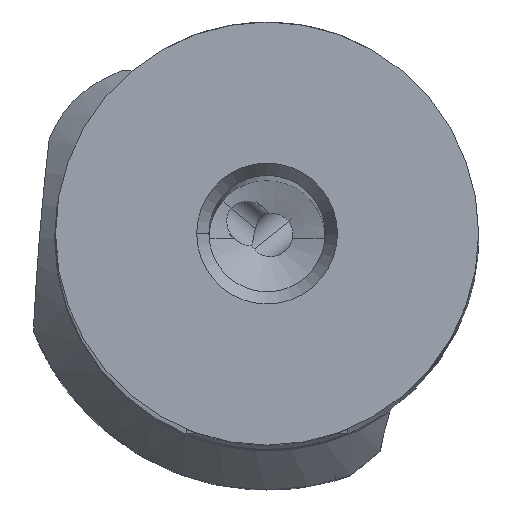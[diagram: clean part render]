
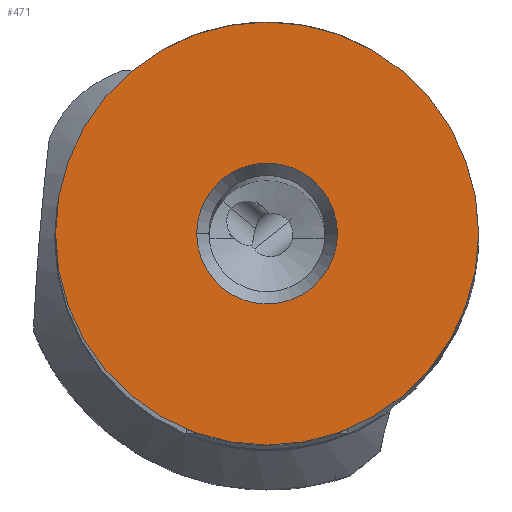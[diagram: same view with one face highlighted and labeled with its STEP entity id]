
A CAD part, top view. The second image highlights one B-rep face of the part: STEP entity #471.
In plain terms, the highlighted planar face has unit normal (0, 0, 1).
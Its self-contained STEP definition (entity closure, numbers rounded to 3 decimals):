
#50=FACE_BOUND('',#714,.T.);
#51=FACE_BOUND('',#715,.T.);
#117=PLANE('',#2174);
#471=ADVANCED_FACE('',(#50,#51),#117,.F.);
#714=EDGE_LOOP('',(#1212,#1213));
#715=EDGE_LOOP('',(#1214,#1215));
#822=CIRCLE('',#2155,20.);
#828=CIRCLE('',#2168,20.);
#829=CIRCLE('',#2172,6.655);
#830=CIRCLE('',#2173,6.655);
#1212=ORIENTED_EDGE('',*,*,#1851,.F.);
#1213=ORIENTED_EDGE('',*,*,#1866,.F.);
#1214=ORIENTED_EDGE('',*,*,#1871,.F.);
#1215=ORIENTED_EDGE('',*,*,#1872,.F.);
#1604=VERTEX_POINT('',#4018);
#1605=VERTEX_POINT('',#4020);
#1619=VERTEX_POINT('',#4079);
#1620=VERTEX_POINT('',#4080);
#1851=EDGE_CURVE('',#1604,#1605,#822,.T.);
#1866=EDGE_CURVE('',#1605,#1604,#828,.T.);
#1871=EDGE_CURVE('',#1619,#1620,#829,.T.);
#1872=EDGE_CURVE('',#1620,#1619,#830,.T.);
#2155=AXIS2_PLACEMENT_3D('',#4019,#2559,#2560);
#2168=AXIS2_PLACEMENT_3D('',#4068,#2589,#2590);
#2172=AXIS2_PLACEMENT_3D('',#4078,#2599,#2600);
#2173=AXIS2_PLACEMENT_3D('',#4081,#2601,#2602);
#2174=AXIS2_PLACEMENT_3D('',#4082,#2603,#2604);
#2559=DIRECTION('',(0.,0.,-1.));
#2560=DIRECTION('',(1.,0.,0.));
#2589=DIRECTION('',(0.,0.,-1.));
#2590=DIRECTION('',(-1.,0.,0.));
#2599=DIRECTION('',(0.,0.,1.));
#2600=DIRECTION('',(1.,0.,0.));
#2601=DIRECTION('',(0.,0.,1.));
#2602=DIRECTION('',(-1.,0.,0.));
#2603=DIRECTION('',(0.,0.,-1.));
#2604=DIRECTION('',(-1.,0.,0.));
#4018=CARTESIAN_POINT('',(20.,0.,0.));
#4019=CARTESIAN_POINT('',(0.,0.,0.));
#4020=CARTESIAN_POINT('',(-20.,0.,0.));
#4068=CARTESIAN_POINT('',(0.,0.,0.));
#4078=CARTESIAN_POINT('',(0.,0.,0.));
#4079=CARTESIAN_POINT('',(6.655,0.,0.));
#4080=CARTESIAN_POINT('',(-6.655,0.,0.));
#4081=CARTESIAN_POINT('',(0.,0.,0.));
#4082=CARTESIAN_POINT('',(0.,0.,0.));
